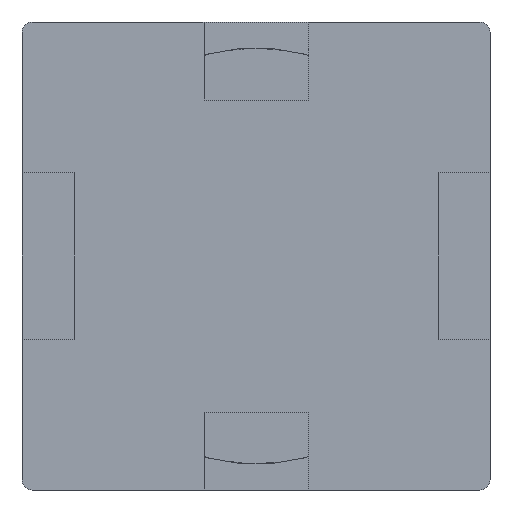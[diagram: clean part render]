
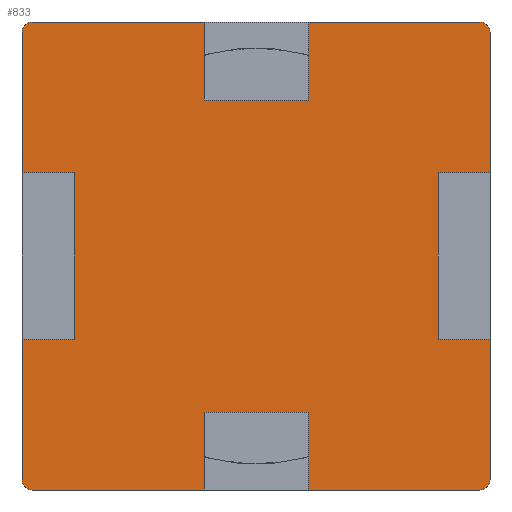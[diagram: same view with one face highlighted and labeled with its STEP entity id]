
A CAD part, front view. The second image highlights one B-rep face of the part: STEP entity #833.
In plain terms, the highlighted planar face has unit normal (0, -1, 0).
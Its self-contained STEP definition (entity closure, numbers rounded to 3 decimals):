
#20=PLANE('',#893);
#57=FACE_OUTER_BOUND('',#99,.T.);
#99=EDGE_LOOP('',(#580,#581,#582,#583,#584,#585,#586,#587,#588,#589,#590,
#591,#592,#593,#594,#595,#596,#597,#598,#599,#600,#601,#602,#603));
#143=LINE('',#1199,#246);
#144=LINE('',#1201,#247);
#145=LINE('',#1203,#248);
#146=LINE('',#1205,#249);
#147=LINE('',#1207,#250);
#148=LINE('',#1211,#251);
#149=LINE('',#1213,#252);
#150=LINE('',#1215,#253);
#151=LINE('',#1217,#254);
#152=LINE('',#1219,#255);
#153=LINE('',#1223,#256);
#154=LINE('',#1225,#257);
#155=LINE('',#1227,#258);
#156=LINE('',#1229,#259);
#157=LINE('',#1231,#260);
#158=LINE('',#1235,#261);
#159=LINE('',#1237,#262);
#160=LINE('',#1239,#263);
#161=LINE('',#1241,#264);
#162=LINE('',#1242,#265);
#246=VECTOR('',#966,10.);
#247=VECTOR('',#967,10.);
#248=VECTOR('',#968,10.);
#249=VECTOR('',#969,10.);
#250=VECTOR('',#970,10.);
#251=VECTOR('',#973,10.);
#252=VECTOR('',#974,10.);
#253=VECTOR('',#975,10.);
#254=VECTOR('',#976,10.);
#255=VECTOR('',#977,10.);
#256=VECTOR('',#980,10.);
#257=VECTOR('',#981,10.);
#258=VECTOR('',#982,10.);
#259=VECTOR('',#983,10.);
#260=VECTOR('',#984,10.);
#261=VECTOR('',#987,10.);
#262=VECTOR('',#988,10.);
#263=VECTOR('',#989,10.);
#264=VECTOR('',#990,10.);
#265=VECTOR('',#991,10.);
#348=CIRCLE('',#892,0.2);
#349=CIRCLE('',#894,0.2);
#350=CIRCLE('',#895,0.2);
#351=CIRCLE('',#896,0.2);
#371=VERTEX_POINT('',#1192);
#372=VERTEX_POINT('',#1194);
#373=VERTEX_POINT('',#1198);
#374=VERTEX_POINT('',#1200);
#375=VERTEX_POINT('',#1202);
#376=VERTEX_POINT('',#1204);
#377=VERTEX_POINT('',#1206);
#378=VERTEX_POINT('',#1208);
#379=VERTEX_POINT('',#1210);
#380=VERTEX_POINT('',#1212);
#381=VERTEX_POINT('',#1214);
#382=VERTEX_POINT('',#1216);
#383=VERTEX_POINT('',#1218);
#384=VERTEX_POINT('',#1220);
#385=VERTEX_POINT('',#1222);
#386=VERTEX_POINT('',#1224);
#387=VERTEX_POINT('',#1226);
#388=VERTEX_POINT('',#1228);
#389=VERTEX_POINT('',#1230);
#390=VERTEX_POINT('',#1232);
#391=VERTEX_POINT('',#1234);
#392=VERTEX_POINT('',#1236);
#393=VERTEX_POINT('',#1238);
#394=VERTEX_POINT('',#1240);
#453=EDGE_CURVE('',#371,#372,#348,.T.);
#455=EDGE_CURVE('',#371,#373,#143,.T.);
#456=EDGE_CURVE('',#373,#374,#144,.T.);
#457=EDGE_CURVE('',#374,#375,#145,.T.);
#458=EDGE_CURVE('',#375,#376,#146,.T.);
#459=EDGE_CURVE('',#376,#377,#147,.T.);
#460=EDGE_CURVE('',#378,#377,#349,.T.);
#461=EDGE_CURVE('',#378,#379,#148,.T.);
#462=EDGE_CURVE('',#379,#380,#149,.T.);
#463=EDGE_CURVE('',#380,#381,#150,.T.);
#464=EDGE_CURVE('',#381,#382,#151,.T.);
#465=EDGE_CURVE('',#382,#383,#152,.T.);
#466=EDGE_CURVE('',#384,#383,#350,.T.);
#467=EDGE_CURVE('',#384,#385,#153,.T.);
#468=EDGE_CURVE('',#385,#386,#154,.T.);
#469=EDGE_CURVE('',#386,#387,#155,.T.);
#470=EDGE_CURVE('',#387,#388,#156,.T.);
#471=EDGE_CURVE('',#388,#389,#157,.T.);
#472=EDGE_CURVE('',#390,#389,#351,.T.);
#473=EDGE_CURVE('',#390,#391,#158,.T.);
#474=EDGE_CURVE('',#391,#392,#159,.T.);
#475=EDGE_CURVE('',#392,#393,#160,.T.);
#476=EDGE_CURVE('',#393,#394,#161,.T.);
#477=EDGE_CURVE('',#394,#372,#162,.T.);
#580=ORIENTED_EDGE('',*,*,#453,.F.);
#581=ORIENTED_EDGE('',*,*,#455,.T.);
#582=ORIENTED_EDGE('',*,*,#456,.T.);
#583=ORIENTED_EDGE('',*,*,#457,.T.);
#584=ORIENTED_EDGE('',*,*,#458,.T.);
#585=ORIENTED_EDGE('',*,*,#459,.T.);
#586=ORIENTED_EDGE('',*,*,#460,.F.);
#587=ORIENTED_EDGE('',*,*,#461,.T.);
#588=ORIENTED_EDGE('',*,*,#462,.T.);
#589=ORIENTED_EDGE('',*,*,#463,.T.);
#590=ORIENTED_EDGE('',*,*,#464,.T.);
#591=ORIENTED_EDGE('',*,*,#465,.T.);
#592=ORIENTED_EDGE('',*,*,#466,.F.);
#593=ORIENTED_EDGE('',*,*,#467,.T.);
#594=ORIENTED_EDGE('',*,*,#468,.T.);
#595=ORIENTED_EDGE('',*,*,#469,.T.);
#596=ORIENTED_EDGE('',*,*,#470,.T.);
#597=ORIENTED_EDGE('',*,*,#471,.T.);
#598=ORIENTED_EDGE('',*,*,#472,.F.);
#599=ORIENTED_EDGE('',*,*,#473,.T.);
#600=ORIENTED_EDGE('',*,*,#474,.T.);
#601=ORIENTED_EDGE('',*,*,#475,.T.);
#602=ORIENTED_EDGE('',*,*,#476,.T.);
#603=ORIENTED_EDGE('',*,*,#477,.T.);
#833=ADVANCED_FACE('',(#57),#20,.F.);
#892=AXIS2_PLACEMENT_3D('',#1195,#961,#962);
#893=AXIS2_PLACEMENT_3D('',#1197,#964,#965);
#894=AXIS2_PLACEMENT_3D('',#1209,#971,#972);
#895=AXIS2_PLACEMENT_3D('',#1221,#978,#979);
#896=AXIS2_PLACEMENT_3D('',#1233,#985,#986);
#961=DIRECTION('center_axis',(0.,1.,0.));
#962=DIRECTION('ref_axis',(0.707,0.,0.707));
#964=DIRECTION('center_axis',(0.,1.,0.));
#965=DIRECTION('ref_axis',(1.,0.,0.));
#966=DIRECTION('',(-1.,0.,0.));
#967=DIRECTION('',(0.,0.,-1.));
#968=DIRECTION('',(-1.,0.,0.));
#969=DIRECTION('',(0.,0.,1.));
#970=DIRECTION('',(-1.,0.,0.));
#971=DIRECTION('center_axis',(0.,1.,0.));
#972=DIRECTION('ref_axis',(-0.707,0.,0.707));
#973=DIRECTION('',(0.,0.,-1.));
#974=DIRECTION('',(1.,0.,0.));
#975=DIRECTION('',(0.,0.,-1.));
#976=DIRECTION('',(-1.,0.,0.));
#977=DIRECTION('',(0.,0.,-1.));
#978=DIRECTION('center_axis',(0.,1.,0.));
#979=DIRECTION('ref_axis',(-0.707,0.,-0.707));
#980=DIRECTION('',(1.,0.,0.));
#981=DIRECTION('',(0.,0.,1.));
#982=DIRECTION('',(1.,0.,0.));
#983=DIRECTION('',(0.,0.,-1.));
#984=DIRECTION('',(1.,0.,0.));
#985=DIRECTION('center_axis',(0.,1.,0.));
#986=DIRECTION('ref_axis',(0.707,0.,-0.707));
#987=DIRECTION('',(0.,0.,1.));
#988=DIRECTION('',(-1.,0.,0.));
#989=DIRECTION('',(0.,0.,1.));
#990=DIRECTION('',(1.,0.,0.));
#991=DIRECTION('',(0.,0.,1.));
#1192=CARTESIAN_POINT('',(4.3,0.,4.5));
#1194=CARTESIAN_POINT('',(4.5,0.,4.3));
#1195=CARTESIAN_POINT('Origin',(4.3,0.,4.3));
#1197=CARTESIAN_POINT('Origin',(0.,0.,0.));
#1198=CARTESIAN_POINT('',(1.,0.,4.5));
#1199=CARTESIAN_POINT('',(4.5,0.,4.5));
#1200=CARTESIAN_POINT('',(1.,0.,3.));
#1201=CARTESIAN_POINT('',(1.,0.,2.25));
#1202=CARTESIAN_POINT('',(-1.,0.,3.));
#1203=CARTESIAN_POINT('',(0.,0.,3.));
#1204=CARTESIAN_POINT('',(-1.,0.,4.5));
#1205=CARTESIAN_POINT('',(-1.,0.,2.25));
#1206=CARTESIAN_POINT('',(-4.3,0.,4.5));
#1207=CARTESIAN_POINT('',(4.5,0.,4.5));
#1208=CARTESIAN_POINT('',(-4.5,0.,4.3));
#1209=CARTESIAN_POINT('Origin',(-4.3,0.,4.3));
#1210=CARTESIAN_POINT('',(-4.5,0.,1.6));
#1211=CARTESIAN_POINT('',(-4.5,0.,4.5));
#1212=CARTESIAN_POINT('',(-3.5,0.,1.6));
#1213=CARTESIAN_POINT('',(-2.25,0.,1.6));
#1214=CARTESIAN_POINT('',(-3.5,0.,-1.6));
#1215=CARTESIAN_POINT('',(-3.5,0.,0.8));
#1216=CARTESIAN_POINT('',(-4.5,0.,-1.6));
#1217=CARTESIAN_POINT('',(-1.75,0.,-1.6));
#1218=CARTESIAN_POINT('',(-4.5,0.,-4.3));
#1219=CARTESIAN_POINT('',(-4.5,0.,4.5));
#1220=CARTESIAN_POINT('',(-4.3,0.,-4.5));
#1221=CARTESIAN_POINT('Origin',(-4.3,0.,-4.3));
#1222=CARTESIAN_POINT('',(-1.,0.,-4.5));
#1223=CARTESIAN_POINT('',(-4.5,0.,-4.5));
#1224=CARTESIAN_POINT('',(-1.,0.,-3.));
#1225=CARTESIAN_POINT('',(-1.,0.,-2.25));
#1226=CARTESIAN_POINT('',(1.,0.,-3.));
#1227=CARTESIAN_POINT('',(0.,0.,-3.));
#1228=CARTESIAN_POINT('',(1.,0.,-4.5));
#1229=CARTESIAN_POINT('',(1.,0.,-2.25));
#1230=CARTESIAN_POINT('',(4.3,0.,-4.5));
#1231=CARTESIAN_POINT('',(-4.5,0.,-4.5));
#1232=CARTESIAN_POINT('',(4.5,0.,-4.3));
#1233=CARTESIAN_POINT('Origin',(4.3,0.,-4.3));
#1234=CARTESIAN_POINT('',(4.5,0.,-1.6));
#1235=CARTESIAN_POINT('',(4.5,0.,-4.5));
#1236=CARTESIAN_POINT('',(3.5,0.,-1.6));
#1237=CARTESIAN_POINT('',(2.25,0.,-1.6));
#1238=CARTESIAN_POINT('',(3.5,0.,1.6));
#1239=CARTESIAN_POINT('',(3.5,0.,-0.8));
#1240=CARTESIAN_POINT('',(4.5,0.,1.6));
#1241=CARTESIAN_POINT('',(1.75,0.,1.6));
#1242=CARTESIAN_POINT('',(4.5,0.,-4.5));
